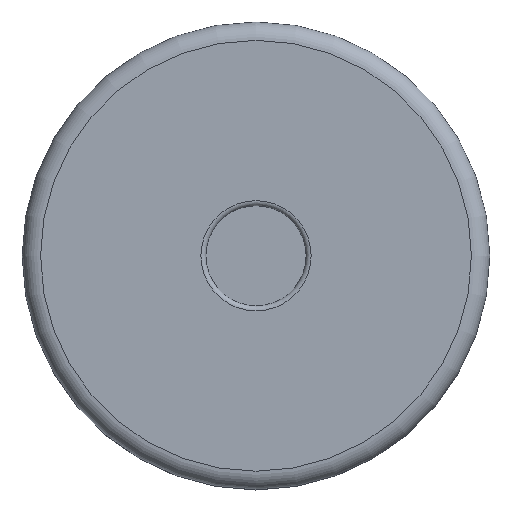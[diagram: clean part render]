
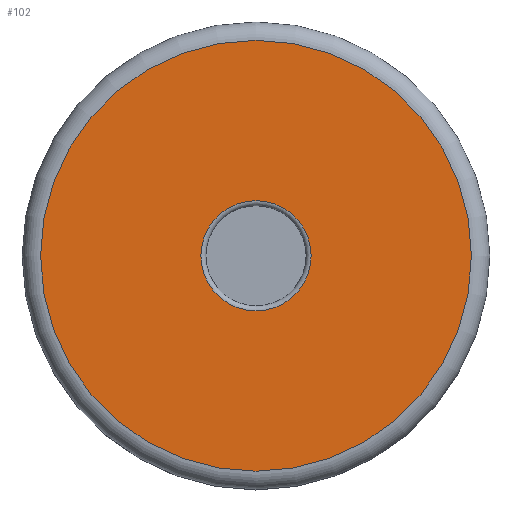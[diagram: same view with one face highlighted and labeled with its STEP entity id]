
A CAD part, top view. The second image highlights one B-rep face of the part: STEP entity #102.
In plain terms, the highlighted planar face has unit normal (0, 0, 1).
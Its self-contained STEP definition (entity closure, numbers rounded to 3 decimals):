
#75=CARTESIAN_POINT('',(-1.65,-0.0,7.0));
#76=VERTEX_POINT('',#75);
#77=CARTESIAN_POINT('',(-0.0,-0.0,7.0));
#78=DIRECTION('',(0.0,0.0,-1.0));
#79=DIRECTION('',(-1.0,-0.0,-0.0));
#80=AXIS2_PLACEMENT_3D('',#77,#78,#79);
#81=CIRCLE('',#80,1.65);
#82=EDGE_CURVE('n� 131',#76,#76,#81,.T.);
#83=ORIENTED_EDGE('',*,*,#82,.T.);
#84=EDGE_LOOP('',(#83));
#85=FACE_OUTER_BOUND('',#84,.T.);
#86=CARTESIAN_POINT('',(-6.45,-0.0,7.0));
#87=VERTEX_POINT('',#86);
#88=CARTESIAN_POINT('',(-0.0,-0.0,7.0));
#89=DIRECTION('',(-0.0,-0.0,1.0));
#90=DIRECTION('',(-1.0,-0.0,-0.0));
#91=AXIS2_PLACEMENT_3D('',#88,#89,#90);
#92=CIRCLE('',#91,6.45);
#93=EDGE_CURVE('n� 52',#87,#87,#92,.T.);
#94=ORIENTED_EDGE('',*,*,#93,.T.);
#95=EDGE_LOOP('',(#94));
#96=FACE_BOUND('',#95,.T.);
#97=CARTESIAN_POINT('',(-0.0,-0.0,7.0));
#98=DIRECTION('',(-0.0,-0.0,1.0));
#99=DIRECTION('',(-1.0,-0.0,-0.0));
#100=AXIS2_PLACEMENT_3D('',#97,#98,#99);
#101=PLANE('',#100);
#102=ADVANCED_FACE('n� 1',(#85,#96),#101,.T.);
